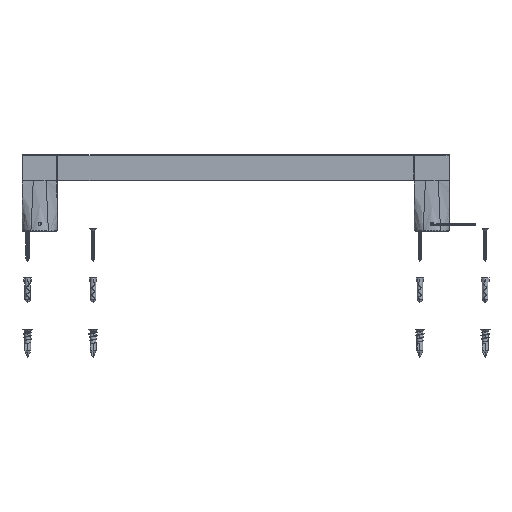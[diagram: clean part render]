
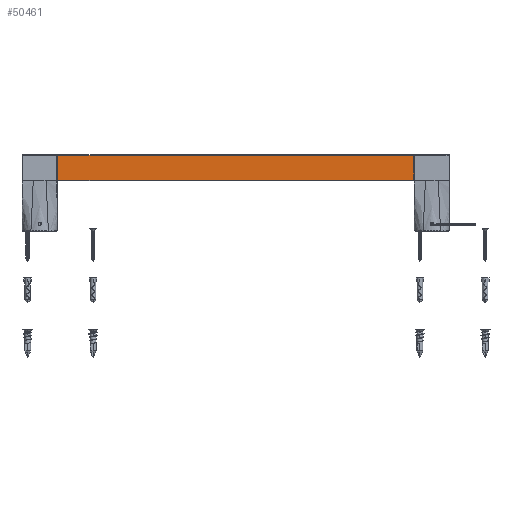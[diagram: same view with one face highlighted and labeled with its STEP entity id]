
A CAD part, front view. The second image highlights one B-rep face of the part: STEP entity #50461.
In plain terms, the highlighted planar face has unit normal (0, -1, 0).
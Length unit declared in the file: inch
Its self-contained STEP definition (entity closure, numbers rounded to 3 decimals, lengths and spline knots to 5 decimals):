
#50056=DIRECTION('',(-1.,0.,0.));
#50057=VECTOR('',#50056,1.14);
#50058=CARTESIAN_POINT('',(0.57,-0.175,-8.16));
#50059=LINE('',#50058,#50057);
#50060=DIRECTION('',(0.,0.,-1.));
#50061=VECTOR('',#50060,16.32);
#50062=CARTESIAN_POINT('',(-0.57,-0.175,8.16));
#50063=LINE('',#50062,#50061);
#50064=DIRECTION('',(1.,0.,0.));
#50065=VECTOR('',#50064,1.14);
#50066=CARTESIAN_POINT('',(-0.57,-0.175,8.16));
#50067=LINE('',#50066,#50065);
#50068=DIRECTION('',(0.,0.,-1.));
#50069=VECTOR('',#50068,16.32);
#50070=CARTESIAN_POINT('',(0.57,-0.175,8.16));
#50071=LINE('',#50070,#50069);
#50236=CARTESIAN_POINT('',(0.57,-0.175,-8.16));
#50237=VERTEX_POINT('',#50236);
#50240=CARTESIAN_POINT('',(-0.57,-0.175,-8.16));
#50241=VERTEX_POINT('',#50240);
#50260=CARTESIAN_POINT('',(-0.57,-0.175,8.16));
#50261=VERTEX_POINT('',#50260);
#50264=CARTESIAN_POINT('',(0.57,-0.175,8.16));
#50265=VERTEX_POINT('',#50264);
#50448=CARTESIAN_POINT('',(-0.6,-0.175,-8.19));
#50449=DIRECTION('',(0.,-1.,0.));
#50450=DIRECTION('',(1.,0.,0.));
#50451=AXIS2_PLACEMENT_3D('',#50448,#50449,#50450);
#50452=PLANE('',#50451);
#50453=ORIENTED_EDGE('',*,*,#50441,.T.);
#50454=ORIENTED_EDGE('',*,*,#50416,.F.);
#50456=ORIENTED_EDGE('',*,*,#50455,.T.);
#50458=ORIENTED_EDGE('',*,*,#50457,.T.);
#50459=EDGE_LOOP('',(#50453,#50454,#50456,#50458));
#50460=FACE_OUTER_BOUND('',#50459,.F.);
#50461=ADVANCED_FACE('',(#50460),#50452,.T.);
#50416=EDGE_CURVE('',#50261,#50241,#50063,.T.);
#50441=EDGE_CURVE('',#50237,#50241,#50059,.T.);
#50455=EDGE_CURVE('',#50261,#50265,#50067,.T.);
#50457=EDGE_CURVE('',#50265,#50237,#50071,.T.);
